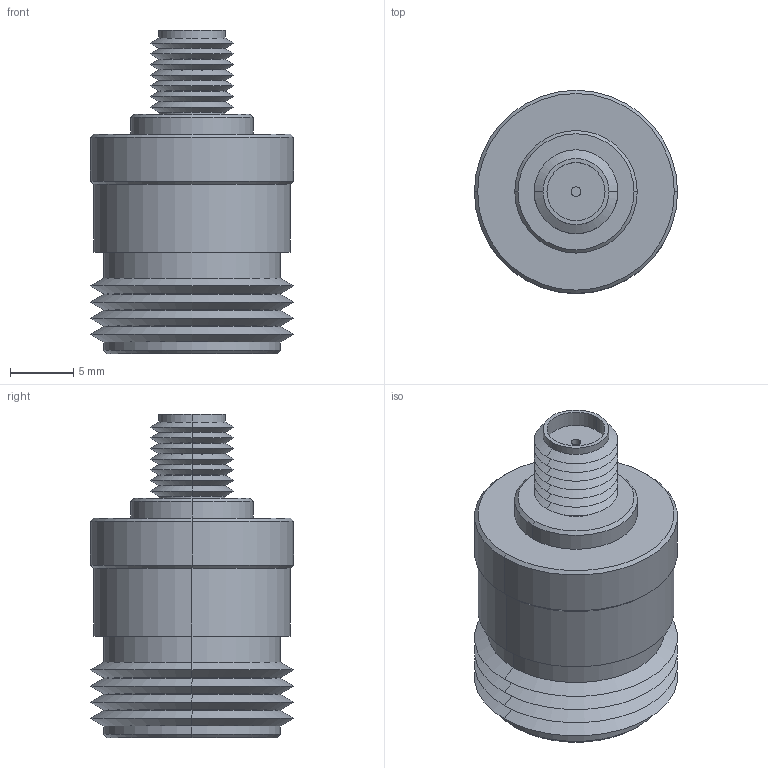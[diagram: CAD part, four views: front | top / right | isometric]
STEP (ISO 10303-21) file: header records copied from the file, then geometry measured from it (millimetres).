
FILE_DESCRIPTION (( 'STEP AP214' ), '1' );
FILE_NAME ('AXA-NFSF.STEP', '2011-04-20T13:33:35', ( 'x' ), ( 'Microsoft' ), 'SwSTEP 2.0', 'SolidWorks 2010', '' );
FILE_SCHEMA (( 'AUTOMOTIVE_DESIGN' ));
Length unit declared in the file: inch
Products named in the file (1): AXA-NFSF
Bounding box: 16 x 16 x 25.48 mm (x, y, z)
Volume: 2846.1 mm3; surface area: 2080 mm2
Topology: 1 solids, 1 shells, 104 faces, 206 edges, 112 vertices
Faces by surface type: cone 52, cylinder 42, plane 10
Entity records: 2830 total; most frequent: DIRECTION 528, CARTESIAN_POINT 423, ORIENTED_EDGE 412, AXIS2_PLACEMENT_3D 217, EDGE_CURVE 206, VERTEX_POINT 112, EDGE_LOOP 112, CIRCLE 112
